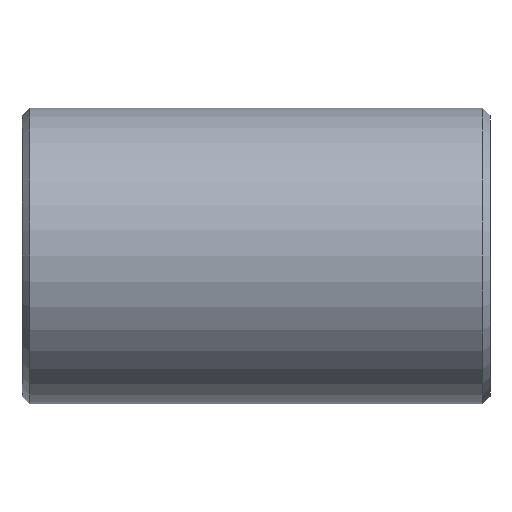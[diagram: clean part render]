
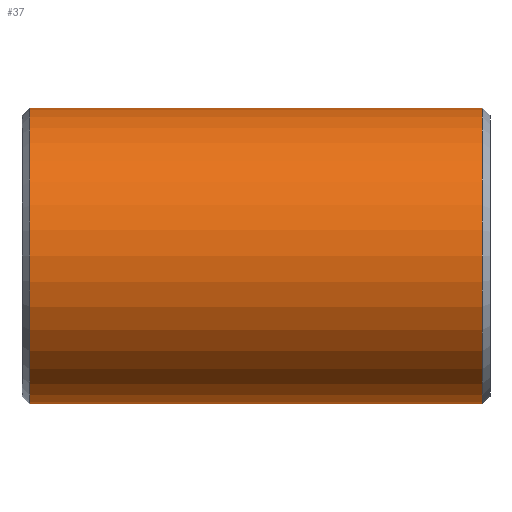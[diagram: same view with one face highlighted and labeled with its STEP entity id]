
A CAD part, front view. The second image highlights one B-rep face of the part: STEP entity #37.
In plain terms, the highlighted cylindrical face has radius 136.525 mm (diameter 273.05 mm), a partial arc.
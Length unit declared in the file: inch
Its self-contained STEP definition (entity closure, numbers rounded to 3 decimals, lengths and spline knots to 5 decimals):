
#1 = VECTOR ( 'NONE', #509, 39.37008 ) ;
#22 = AXIS2_PLACEMENT_3D ( 'NONE', #384, #341, #343 ) ;
#24 = AXIS2_PLACEMENT_3D ( 'NONE', #205, #31, #262 ) ;
#28 = EDGE_CURVE ( 'NONE', #590, #233, #352, .T. ) ;
#31 = DIRECTION ( 'NONE',  ( -1., 0., 0. ) ) ;
#32 = DIRECTION ( 'NONE',  ( 0., 0., 1. ) ) ;
#37 = ADVANCED_FACE ( 'NONE', ( #304 ), #479, .T. ) ;
#49 = CARTESIAN_POINT ( 'NONE',  ( 8.21867, 0., 5.375 ) ) ;
#55 = LINE ( 'NONE', #470, #1 ) ;
#65 = CARTESIAN_POINT ( 'NONE',  ( 0., 0., -5.375 ) ) ;
#98 = AXIS2_PLACEMENT_3D ( 'NONE', #348, #295, #32 ) ;
#107 = ORIENTED_EDGE ( 'NONE', *, *, #560, .T. ) ;
#111 = ORIENTED_EDGE ( 'NONE', *, *, #28, .T. ) ;
#138 = CARTESIAN_POINT ( 'NONE',  ( -8.21867, 0., -5.375 ) ) ;
#179 = EDGE_CURVE ( 'NONE', #310, #590, #272, .T. ) ;
#205 = CARTESIAN_POINT ( 'NONE',  ( 8.21867, 0., 0. ) ) ;
#211 = CARTESIAN_POINT ( 'NONE',  ( -8.21867, 0., 5.375 ) ) ;
#215 = EDGE_LOOP ( 'NONE', ( #376, #107, #582, #292, #111, #245 ) ) ;
#233 = VERTEX_POINT ( 'NONE', #138 ) ;
#242 = LINE ( 'NONE', #281, #306 ) ;
#245 = ORIENTED_EDGE ( 'NONE', *, *, #363, .F. ) ;
#253 = CIRCLE ( 'NONE', #24, 5.375 ) ;
#262 = DIRECTION ( 'NONE',  ( 0., 0., -1. ) ) ;
#263 = VERTEX_POINT ( 'NONE', #49 ) ;
#272 = LINE ( 'NONE', #320, #413 ) ;
#281 = CARTESIAN_POINT ( 'NONE',  ( 8.5, 0., -5.375 ) ) ;
#289 = DIRECTION ( 'NONE',  ( -1., 0., 0. ) ) ;
#292 = ORIENTED_EDGE ( 'NONE', *, *, #179, .T. ) ;
#294 = VERTEX_POINT ( 'NONE', #468 ) ;
#295 = DIRECTION ( 'NONE',  ( 1., 0., 0. ) ) ;
#304 = FACE_OUTER_BOUND ( 'NONE', #215, .T. ) ;
#306 = VECTOR ( 'NONE', #289, 39.37008 ) ;
#310 = VERTEX_POINT ( 'NONE', #564 ) ;
#320 = CARTESIAN_POINT ( 'NONE',  ( 8.5, 0., 5.375 ) ) ;
#328 = EDGE_CURVE ( 'NONE', #294, #471, #55, .T. ) ;
#341 = DIRECTION ( 'NONE',  ( -1., 0., 0. ) ) ;
#343 = DIRECTION ( 'NONE',  ( 0., 0., 1. ) ) ;
#345 = EDGE_CURVE ( 'NONE', #263, #310, #420, .T. ) ;
#348 = CARTESIAN_POINT ( 'NONE',  ( -8.21867, 0., 0. ) ) ;
#352 = CIRCLE ( 'NONE', #98, 5.375 ) ;
#363 = EDGE_CURVE ( 'NONE', #471, #233, #242, .T. ) ;
#376 = ORIENTED_EDGE ( 'NONE', *, *, #328, .F. ) ;
#377 = CARTESIAN_POINT ( 'NONE',  ( 8.5, 0., 5.375 ) ) ;
#384 = CARTESIAN_POINT ( 'NONE',  ( 8.5, 0., 0. ) ) ;
#412 = DIRECTION ( 'NONE',  ( -1., 0., 0. ) ) ;
#413 = VECTOR ( 'NONE', #412, 39.37008 ) ;
#420 = LINE ( 'NONE', #377, #540 ) ;
#468 = CARTESIAN_POINT ( 'NONE',  ( 8.21867, 0., -5.375 ) ) ;
#470 = CARTESIAN_POINT ( 'NONE',  ( 8.5, 0., -5.375 ) ) ;
#471 = VERTEX_POINT ( 'NONE', #65 ) ;
#474 = DIRECTION ( 'NONE',  ( -1., 0., 0. ) ) ;
#479 = CYLINDRICAL_SURFACE ( 'NONE', #22, 5.375 ) ;
#509 = DIRECTION ( 'NONE',  ( -1., 0., 0. ) ) ;
#540 = VECTOR ( 'NONE', #474, 39.37008 ) ;
#560 = EDGE_CURVE ( 'NONE', #294, #263, #253, .T. ) ;
#564 = CARTESIAN_POINT ( 'NONE',  ( 0., 0., 5.375 ) ) ;
#582 = ORIENTED_EDGE ( 'NONE', *, *, #345, .T. ) ;
#590 = VERTEX_POINT ( 'NONE', #211 ) ;
